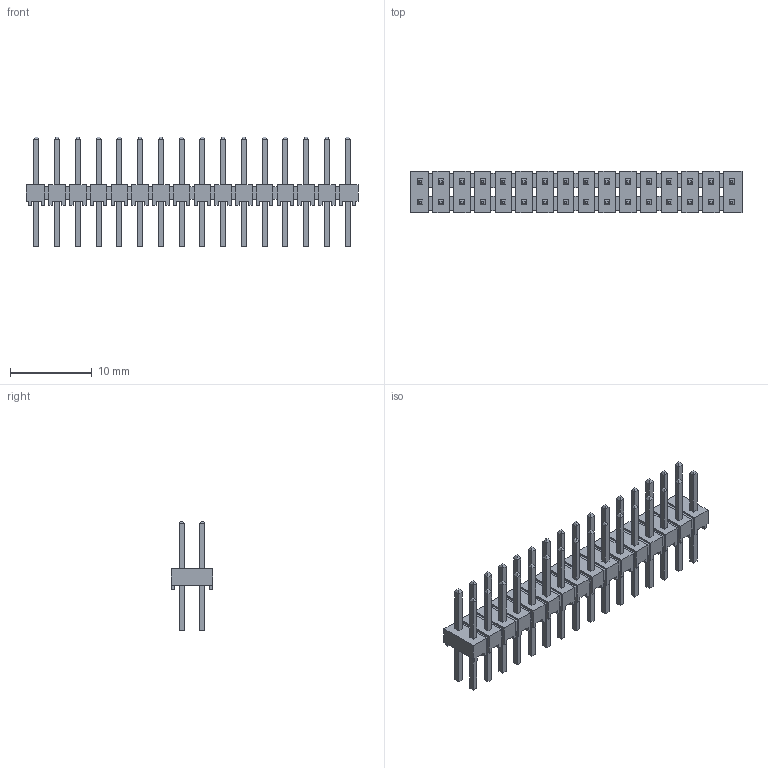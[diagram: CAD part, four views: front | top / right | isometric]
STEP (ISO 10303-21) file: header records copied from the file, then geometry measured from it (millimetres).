
FILE_DESCRIPTION(/* description */ (''),/* implementation_level */ '2;1');
FILE_NAME(/* name */ 'SAMTEC_TSW-116-08-L-D.stp',/* time_stamp */ '2016-11-08T16:31:12+01:00',/* author */ ('jchouvet'),/* organization */ (''),/* preprocessor_version */ 'ST-DEVELOPER v16.1',/* originating_system */ 'AutoCAD Mechanical',/* authorisation */ ' ');
FILE_SCHEMA (('AUTOMOTIVE_DESIGN { 1 0 10303 214 3 1 1 }'));
Length unit declared in the file: millimetre
Products named in the file (1): Product
Bounding box: 40.64 x 5.08 x 13.46 mm (x, y, z)
Volume: 533.9 mm3; surface area: 2085.4 mm2
Topology: 110 solids, 110 shells, 984 faces, 2164 edges, 1400 vertices
Faces by surface type: plane 984
Entity records: 26201 total; most frequent: CARTESIAN_POINT 4549, ORIENTED_EDGE 4328, DIRECTION 4134, LINE 2164, VECTOR 2164, EDGE_CURVE 2164, VERTEX_POINT 1400, AXIS2_PLACEMENT_3D 985
